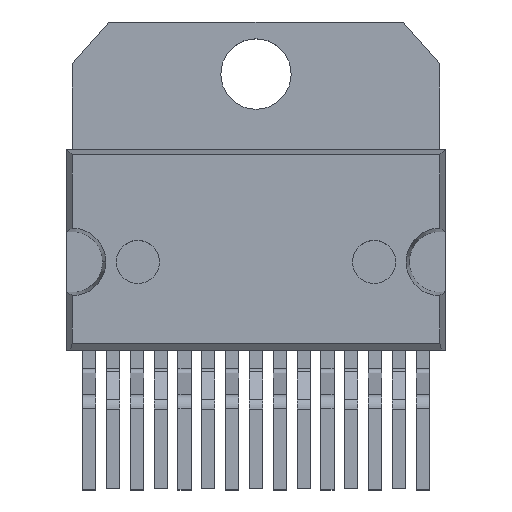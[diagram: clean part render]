
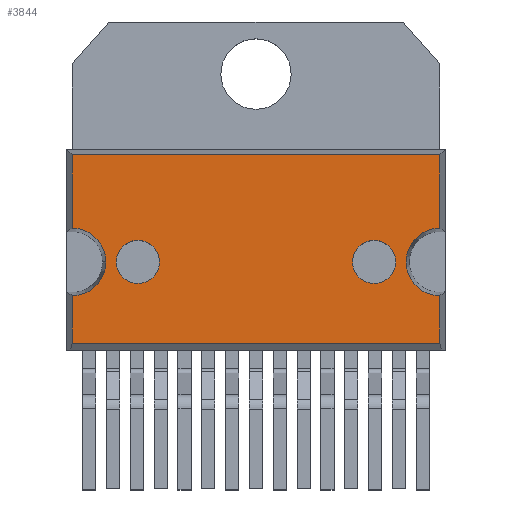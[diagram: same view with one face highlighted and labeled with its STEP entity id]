
A CAD part, top view. The second image highlights one B-rep face of the part: STEP entity #3844.
In plain terms, the highlighted planar face has unit normal (0, 0, 1).
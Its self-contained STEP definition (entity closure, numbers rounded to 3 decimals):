
#22 = VERTEX_POINT ( 'NONE', #6911 ) ;
#54 = EDGE_CURVE ( 'NONE', #22, #4164, #1026, .T. ) ;
#64 = DIRECTION ( 'NONE',  ( 0., 0., -1. ) ) ;
#93 = CARTESIAN_POINT ( 'NONE',  ( 0.297, 10.403, 3.4 ) ) ;
#124 = VERTEX_POINT ( 'NONE', #1848 ) ;
#144 = FACE_BOUND ( 'NONE', #7548, .T. ) ;
#158 = VECTOR ( 'NONE', #3747, 1000. ) ;
#167 = DIRECTION ( 'NONE',  ( 0., 0., 1. ) ) ;
#197 = EDGE_CURVE ( 'NONE', #7190, #653, #2548, .T. ) ;
#356 = EDGE_CURVE ( 'NONE', #6918, #653, #4295, .T. ) ;
#413 = CIRCLE ( 'NONE', #2921, 1.15 ) ;
#519 = DIRECTION ( 'NONE',  ( 0., 1., 0. ) ) ;
#536 = CARTESIAN_POINT ( 'NONE',  ( 17.553, 4.7, 3.4 ) ) ;
#584 = ORIENTED_EDGE ( 'NONE', *, *, #4128, .T. ) ;
#594 = FACE_BOUND ( 'NONE', #4096, .T. ) ;
#623 = CARTESIAN_POINT ( 'NONE',  ( 0., 10.403, 3.4 ) ) ;
#653 = VERTEX_POINT ( 'NONE', #4248 ) ;
#664 = VERTEX_POINT ( 'NONE', #1864 ) ;
#769 = VERTEX_POINT ( 'NONE', #5318 ) ;
#770 = VERTEX_POINT ( 'NONE', #93 ) ;
#771 = CIRCLE ( 'NONE', #2174, 1.15 ) ;
#775 = VERTEX_POINT ( 'NONE', #4174 ) ;
#823 = CIRCLE ( 'NONE', #3046, 1.15 ) ;
#870 = FACE_OUTER_BOUND ( 'NONE', #4789, .T. ) ;
#925 = ORIENTED_EDGE ( 'NONE', *, *, #6576, .T. ) ;
#1026 = CIRCLE ( 'NONE', #6373, 1.8 ) ;
#1027 = DIRECTION ( 'NONE',  ( 0., 0., -1. ) ) ;
#1103 = LINE ( 'NONE', #623, #6932 ) ;
#1125 = CARTESIAN_POINT ( 'NONE',  ( 2.097, 4.7, 3.4 ) ) ;
#1164 = CARTESIAN_POINT ( 'NONE',  ( 0.297, 6.5, 3.4 ) ) ;
#1184 = CARTESIAN_POINT ( 'NONE',  ( 16.403, 4.7, 3.4 ) ) ;
#1309 = VECTOR ( 'NONE', #3073, 1000. ) ;
#1426 = VECTOR ( 'NONE', #519, 1000. ) ;
#1574 = CARTESIAN_POINT ( 'NONE',  ( 16.403, 4.7, 3.4 ) ) ;
#1598 = CARTESIAN_POINT ( 'NONE',  ( 19.903, 6.5, 3.4 ) ) ;
#1614 = CARTESIAN_POINT ( 'NONE',  ( 19.903, 0., 3.4 ) ) ;
#1708 = ORIENTED_EDGE ( 'NONE', *, *, #4350, .T. ) ;
#1848 = CARTESIAN_POINT ( 'NONE',  ( 4.947, 4.7, 3.4 ) ) ;
#1864 = CARTESIAN_POINT ( 'NONE',  ( 19.903, 10.403, 3.4 ) ) ;
#1868 = CARTESIAN_POINT ( 'NONE',  ( 0.297, 4.7, 3.4 ) ) ;
#1976 = CARTESIAN_POINT ( 'NONE',  ( 0.297, 4.7, 3.4 ) ) ;
#2092 = DIRECTION ( 'NONE',  ( 0., 1., 0. ) ) ;
#2153 = LINE ( 'NONE', #1614, #2692 ) ;
#2174 = AXIS2_PLACEMENT_3D ( 'NONE', #7465, #7492, #6241 ) ;
#2187 = CARTESIAN_POINT ( 'NONE',  ( 19.903, 0.364, 3.4 ) ) ;
#2287 = ORIENTED_EDGE ( 'NONE', *, *, #7137, .F. ) ;
#2316 = DIRECTION ( 'NONE',  ( 1., 0., 0. ) ) ;
#2450 = DIRECTION ( 'NONE',  ( 0., 0., -1. ) ) ;
#2485 = ORIENTED_EDGE ( 'NONE', *, *, #54, .T. ) ;
#2548 = CIRCLE ( 'NONE', #7258, 1.8 ) ;
#2683 = EDGE_CURVE ( 'NONE', #4164, #664, #2153, .T. ) ;
#2692 = VECTOR ( 'NONE', #2092, 1000. ) ;
#2857 = ORIENTED_EDGE ( 'NONE', *, *, #3343, .T. ) ;
#2870 = ORIENTED_EDGE ( 'NONE', *, *, #197, .T. ) ;
#2921 = AXIS2_PLACEMENT_3D ( 'NONE', #1184, #64, #3003 ) ;
#2928 = EDGE_CURVE ( 'NONE', #3644, #770, #7361, .T. ) ;
#2942 = ORIENTED_EDGE ( 'NONE', *, *, #3078, .T. ) ;
#3003 = DIRECTION ( 'NONE',  ( 1., 0., 0. ) ) ;
#3046 = AXIS2_PLACEMENT_3D ( 'NONE', #1574, #1027, #5657 ) ;
#3073 = DIRECTION ( 'NONE',  ( 0., 1., 0. ) ) ;
#3078 = EDGE_CURVE ( 'NONE', #3644, #7190, #6999, .T. ) ;
#3216 = LINE ( 'NONE', #6562, #1309 ) ;
#3343 = EDGE_CURVE ( 'NONE', #6918, #6531, #4811, .T. ) ;
#3576 = DIRECTION ( 'NONE',  ( 1., 0., 0. ) ) ;
#3579 = EDGE_CURVE ( 'NONE', #124, #775, #6346, .T. ) ;
#3644 = VERTEX_POINT ( 'NONE', #1164 ) ;
#3679 = DIRECTION ( 'NONE',  ( 0., 0., -1. ) ) ;
#3733 = EDGE_CURVE ( 'NONE', #769, #4173, #413, .T. ) ;
#3747 = DIRECTION ( 'NONE',  ( 1., 0., 0. ) ) ;
#3835 = CARTESIAN_POINT ( 'NONE',  ( 0.297, 0.364, 3.4 ) ) ;
#3844 = ADVANCED_FACE ( 'NONE', ( #870, #594, #144 ), #7238, .T. ) ;
#3920 = VECTOR ( 'NONE', #6795, 1000. ) ;
#4012 = CARTESIAN_POINT ( 'NONE',  ( 0.297, 0., 3.4 ) ) ;
#4028 = ORIENTED_EDGE ( 'NONE', *, *, #2683, .T. ) ;
#4096 = EDGE_LOOP ( 'NONE', ( #925, #6251 ) ) ;
#4128 = EDGE_CURVE ( 'NONE', #775, #124, #771, .T. ) ;
#4164 = VERTEX_POINT ( 'NONE', #1598 ) ;
#4173 = VERTEX_POINT ( 'NONE', #536 ) ;
#4174 = CARTESIAN_POINT ( 'NONE',  ( 2.647, 4.7, 3.4 ) ) ;
#4248 = CARTESIAN_POINT ( 'NONE',  ( 0.297, 2.9, 3.4 ) ) ;
#4295 = LINE ( 'NONE', #4979, #3920 ) ;
#4350 = EDGE_CURVE ( 'NONE', #6531, #22, #3216, .T. ) ;
#4397 = AXIS2_PLACEMENT_3D ( 'NONE', #6547, #167, #4799 ) ;
#4789 = EDGE_LOOP ( 'NONE', ( #2857, #1708, #2485, #4028, #2287, #4986, #2942, #2870, #7100 ) ) ;
#4799 = DIRECTION ( 'NONE',  ( 1., 0., 0. ) ) ;
#4801 = AXIS2_PLACEMENT_3D ( 'NONE', #5819, #6396, #2316 ) ;
#4811 = LINE ( 'NONE', #7249, #158 ) ;
#4979 = CARTESIAN_POINT ( 'NONE',  ( 0.297, 0., 3.4 ) ) ;
#4986 = ORIENTED_EDGE ( 'NONE', *, *, #2928, .F. ) ;
#5208 = CARTESIAN_POINT ( 'NONE',  ( 19.903, 4.7, 3.4 ) ) ;
#5318 = CARTESIAN_POINT ( 'NONE',  ( 15.253, 4.7, 3.4 ) ) ;
#5392 = DIRECTION ( 'NONE',  ( 1., 0., 0. ) ) ;
#5571 = ORIENTED_EDGE ( 'NONE', *, *, #3579, .T. ) ;
#5657 = DIRECTION ( 'NONE',  ( 1., 0., 0. ) ) ;
#5819 = CARTESIAN_POINT ( 'NONE',  ( 3.797, 4.7, 3.4 ) ) ;
#6241 = DIRECTION ( 'NONE',  ( 1., 0., 0. ) ) ;
#6251 = ORIENTED_EDGE ( 'NONE', *, *, #3733, .T. ) ;
#6346 = CIRCLE ( 'NONE', #4801, 1.15 ) ;
#6373 = AXIS2_PLACEMENT_3D ( 'NONE', #5208, #6389, #5392 ) ;
#6389 = DIRECTION ( 'NONE',  ( 0., 0., -1. ) ) ;
#6396 = DIRECTION ( 'NONE',  ( 0., 0., -1. ) ) ;
#6531 = VERTEX_POINT ( 'NONE', #2187 ) ;
#6547 = CARTESIAN_POINT ( 'NONE',  ( 0., 0., 3.4 ) ) ;
#6562 = CARTESIAN_POINT ( 'NONE',  ( 19.903, 0., 3.4 ) ) ;
#6576 = EDGE_CURVE ( 'NONE', #4173, #769, #823, .T. ) ;
#6795 = DIRECTION ( 'NONE',  ( 0., 1., 0. ) ) ;
#6911 = CARTESIAN_POINT ( 'NONE',  ( 19.903, 2.9, 3.4 ) ) ;
#6918 = VERTEX_POINT ( 'NONE', #3835 ) ;
#6932 = VECTOR ( 'NONE', #7001, 1000. ) ;
#6933 = AXIS2_PLACEMENT_3D ( 'NONE', #1868, #2450, #3576 ) ;
#6999 = CIRCLE ( 'NONE', #6933, 1.8 ) ;
#7001 = DIRECTION ( 'NONE',  ( 1., 0., 0. ) ) ;
#7100 = ORIENTED_EDGE ( 'NONE', *, *, #356, .F. ) ;
#7137 = EDGE_CURVE ( 'NONE', #770, #664, #1103, .T. ) ;
#7190 = VERTEX_POINT ( 'NONE', #1125 ) ;
#7221 = DIRECTION ( 'NONE',  ( 1., 0., 0. ) ) ;
#7238 = PLANE ( 'NONE',  #4397 ) ;
#7249 = CARTESIAN_POINT ( 'NONE',  ( 0., 0.364, 3.4 ) ) ;
#7258 = AXIS2_PLACEMENT_3D ( 'NONE', #1976, #3679, #7221 ) ;
#7361 = LINE ( 'NONE', #4012, #1426 ) ;
#7465 = CARTESIAN_POINT ( 'NONE',  ( 3.797, 4.7, 3.4 ) ) ;
#7492 = DIRECTION ( 'NONE',  ( 0., 0., -1. ) ) ;
#7548 = EDGE_LOOP ( 'NONE', ( #5571, #584 ) ) ;
